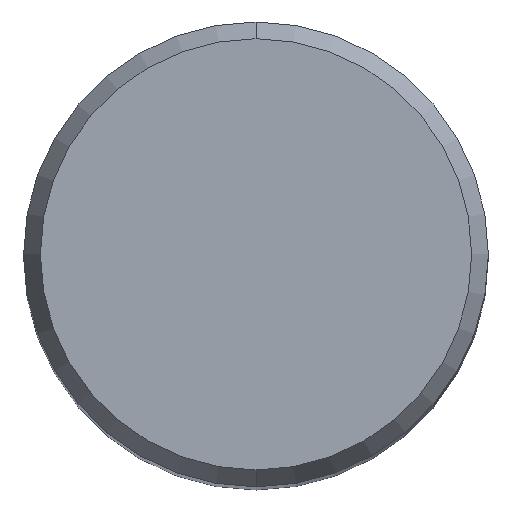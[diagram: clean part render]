
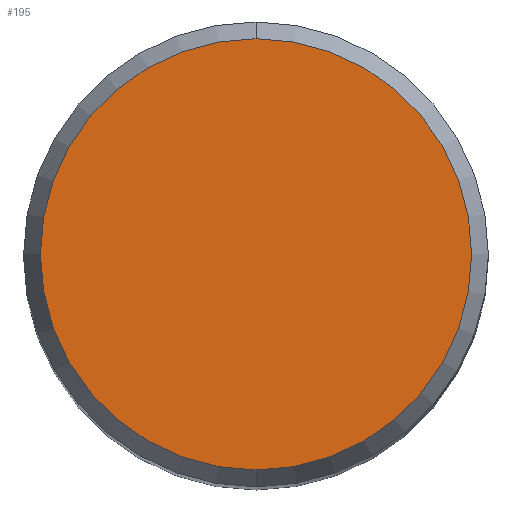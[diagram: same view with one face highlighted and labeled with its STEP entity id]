
A CAD part, top view. The second image highlights one B-rep face of the part: STEP entity #195.
In plain terms, the highlighted planar face has unit normal (0, 0, 1).
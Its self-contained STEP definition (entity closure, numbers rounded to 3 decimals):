
#137=VERTEX_POINT('',#344);
#153=EDGE_CURVE('',#165,#137,#361,.T.);
#165=VERTEX_POINT('',#375);
#195=ADVANCED_FACE('',(#411),#412,.T.);
#289=EDGE_CURVE('',#137,#165,#516,.T.);
#344=CARTESIAN_POINT('',(0.0,5.892,0.0));
#361=CIRCLE('',#592,5.892);
#375=CARTESIAN_POINT('',(0.,-5.892,0.0));
#411=FACE_OUTER_BOUND('',#653,.T.);
#412=PLANE('',#654);
#516=CIRCLE('',#788,5.892);
#592=AXIS2_PLACEMENT_3D('',#876,#877,#878);
#653=EDGE_LOOP('',(#953,#954));
#654=AXIS2_PLACEMENT_3D('',#955,#956,#957);
#788=AXIS2_PLACEMENT_3D('',#1071,#1072,#1073);
#876=CARTESIAN_POINT('',(0.0,0.0,0.0));
#877=DIRECTION('',(0.0,0.0,-1.0));
#878=DIRECTION('',(0.0,1.0,0.0));
#953=ORIENTED_EDGE('',*,*,#289,.F.);
#954=ORIENTED_EDGE('',*,*,#153,.F.);
#955=CARTESIAN_POINT('',(0.0,2.946,0.0));
#956=DIRECTION('',(-0.0,0.0,1.0));
#957=DIRECTION('',(0.0,-1.0,0.0));
#1071=CARTESIAN_POINT('',(0.0,0.0,0.0));
#1072=DIRECTION('',(0.0,0.0,-1.0));
#1073=DIRECTION('',(0.0,1.0,0.0));
